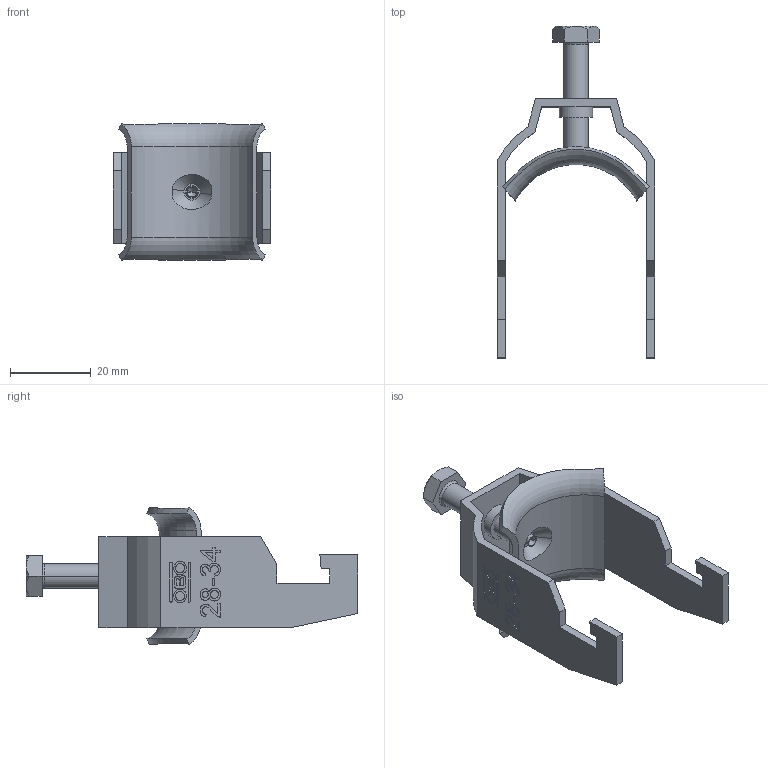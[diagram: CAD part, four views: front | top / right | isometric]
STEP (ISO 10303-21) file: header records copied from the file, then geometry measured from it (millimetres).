
FILE_DESCRIPTION (( 'STEP AP214' ), '1' );
FILE_NAME ('1186529.STEP', '2023-09-01T10:56:58', ( '' ), ( '' ), 'SwSTEP 2.0', 'SolidWorks 2022', '' );
FILE_SCHEMA (( 'AUTOMOTIVE_DESIGN' ));
Length unit declared in the file: millimetre
Products named in the file (4): 1186529; 157110_1Fach; 142951_M6 x 26; 141712_Standard
Assembly tree (3 placements, depth 2):
  1186529
    142951_M6 x 26
    141712_Standard
    157110_1Fach
Bounding box: 39 x 82 x 33.75 mm (x, y, z)
Volume: 9043.4 mm3; surface area: 10682.4 mm2
Topology: 3 solids, 3 shells, 240 faces, 625 edges, 414 vertices
Faces by surface type: plane 135, bspline 53, cylinder 34, cone 10, torus 8
Entity records: 12423 total; most frequent: CARTESIAN_POINT 6270, ORIENTED_EDGE 1242, DIRECTION 953, EDGE_CURVE 621, VERTEX_POINT 414, VECTOR 367, LINE 367, AXIS2_PLACEMENT_3D 293
